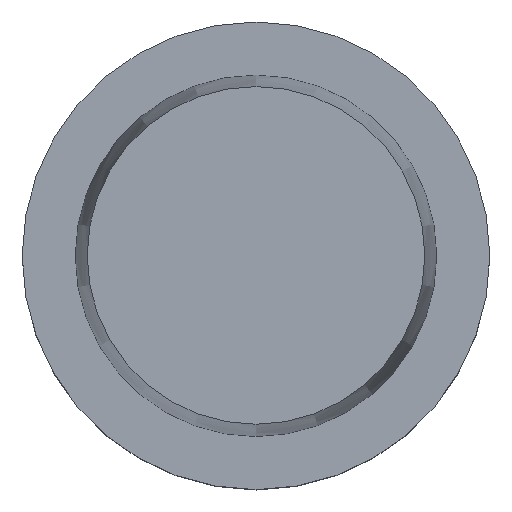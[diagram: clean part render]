
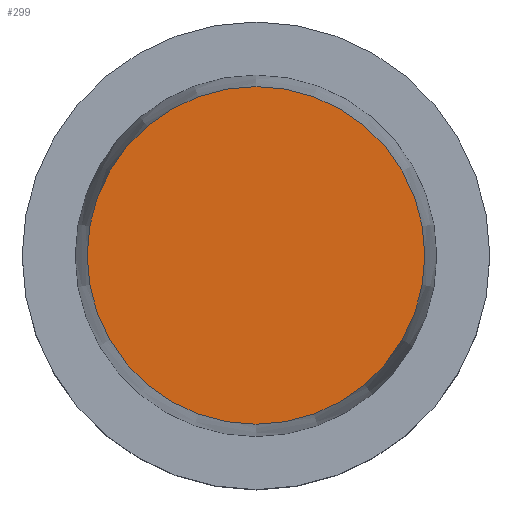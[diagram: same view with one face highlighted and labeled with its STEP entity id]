
A CAD part, top view. The second image highlights one B-rep face of the part: STEP entity #299.
In plain terms, the highlighted planar face has unit normal (0, 0, 1).
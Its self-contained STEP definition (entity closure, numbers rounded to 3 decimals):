
#114=PLANE('',#517);
#116=FACE_OUTER_BOUND('',#162,.T.);
#162=EDGE_LOOP('',(#210));
#210=ORIENTED_EDGE('',*,*,#236,.F.);
#236=EDGE_CURVE('',#374,#374,#260,.T.);
#260=CIRCLE('',#516,22.722);
#299=ADVANCED_FACE('',(#116),#114,.F.);
#374=VERTEX_POINT('',#5601);
#516=AXIS2_PLACEMENT_3D('',#5600,#631,#632);
#517=AXIS2_PLACEMENT_3D('',#5602,#633,#634);
#631=DIRECTION('',(0.,0.,-1.));
#632=DIRECTION('',(0.,-1.,0.));
#633=DIRECTION('',(0.,0.,-1.));
#634=DIRECTION('',(0.,-1.,0.));
#5600=CARTESIAN_POINT('',(0.,0.,31.9));
#5601=CARTESIAN_POINT('',(0.,-22.722,31.9));
#5602=CARTESIAN_POINT('',(0.,0.,31.9));
